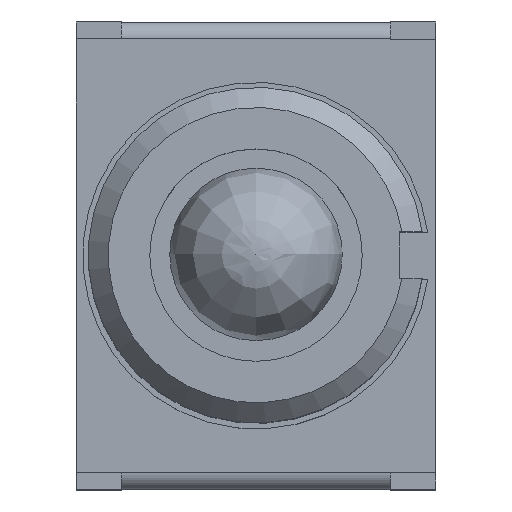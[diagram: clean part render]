
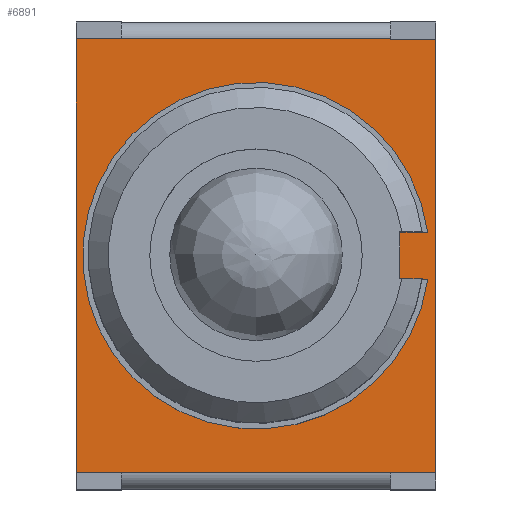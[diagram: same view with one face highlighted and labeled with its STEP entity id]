
A CAD part, top view. The second image highlights one B-rep face of the part: STEP entity #6891.
In plain terms, the highlighted planar face has unit normal (0, 0, 1).
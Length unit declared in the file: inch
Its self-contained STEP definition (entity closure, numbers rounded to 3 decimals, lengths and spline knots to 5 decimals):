
#112=FACE_BOUND('',#807,.T.);
#382=FACE_OUTER_BOUND('',#806,.T.);
#806=EDGE_LOOP('',(#5010,#5011,#5012,#5013,#5014,#5015,#5016,#5017,#5018,
#5019));
#807=EDGE_LOOP('',(#5020,#5021,#5022,#5023));
#1179=LINE('',#10192,#1898);
#1183=LINE('',#10199,#1902);
#1185=LINE('',#10202,#1904);
#1372=LINE('',#10704,#2091);
#1374=LINE('',#10709,#2093);
#1376=LINE('',#10712,#2095);
#1379=LINE('',#10719,#2098);
#1381=LINE('',#10724,#2100);
#1386=LINE('',#10734,#2105);
#1388=LINE('',#10737,#2107);
#1390=LINE('',#10743,#2109);
#1399=LINE('',#10762,#2118);
#1400=LINE('',#10765,#2119);
#1898=VECTOR('',#8033,0.3937);
#1902=VECTOR('',#8041,0.3937);
#1904=VECTOR('',#8045,0.3937);
#2091=VECTOR('',#8456,0.3937);
#2093=VECTOR('',#8460,0.3937);
#2095=VECTOR('',#8464,0.3937);
#2098=VECTOR('',#8471,0.3937);
#2100=VECTOR('',#8475,0.3937);
#2105=VECTOR('',#8482,0.3937);
#2107=VECTOR('',#8486,0.3937);
#2109=VECTOR('',#8492,0.3937);
#2118=VECTOR('',#8513,0.3937);
#2119=VECTOR('',#8518,0.3937);
#2604=CIRCLE('',#7242,0.24094);
#2874=VERTEX_POINT('',#10147);
#2875=VERTEX_POINT('',#10149);
#2885=VERTEX_POINT('',#10191);
#2886=VERTEX_POINT('',#10197);
#2926=VERTEX_POINT('',#10352);
#2929=VERTEX_POINT('',#10359);
#3041=VERTEX_POINT('',#10697);
#3044=VERTEX_POINT('',#10702);
#3046=VERTEX_POINT('',#10707);
#3048=VERTEX_POINT('',#10717);
#3050=VERTEX_POINT('',#10722);
#3051=VERTEX_POINT('',#10727);
#3054=VERTEX_POINT('',#10732);
#3056=VERTEX_POINT('',#10741);
#3502=EDGE_CURVE('',#2875,#2874,#2604,.T.);
#3522=EDGE_CURVE('',#2885,#2875,#1179,.T.);
#3526=EDGE_CURVE('',#2874,#2886,#1183,.T.);
#3528=EDGE_CURVE('',#2886,#2885,#1185,.T.);
#3756=EDGE_CURVE('',#3044,#3041,#1372,.T.);
#3758=EDGE_CURVE('',#2926,#3046,#1374,.T.);
#3760=EDGE_CURVE('',#3046,#3041,#1376,.T.);
#3764=EDGE_CURVE('',#3044,#3048,#1379,.T.);
#3766=EDGE_CURVE('',#2929,#3050,#1381,.T.);
#3771=EDGE_CURVE('',#3054,#3051,#1386,.T.);
#3773=EDGE_CURVE('',#3050,#3051,#1388,.T.);
#3776=EDGE_CURVE('',#3054,#3056,#1390,.T.);
#3786=EDGE_CURVE('',#3056,#2926,#1399,.T.);
#3788=EDGE_CURVE('',#2929,#3048,#1400,.T.);
#5010=ORIENTED_EDGE('',*,*,#3764,.T.);
#5011=ORIENTED_EDGE('',*,*,#3788,.F.);
#5012=ORIENTED_EDGE('',*,*,#3766,.T.);
#5013=ORIENTED_EDGE('',*,*,#3773,.T.);
#5014=ORIENTED_EDGE('',*,*,#3771,.F.);
#5015=ORIENTED_EDGE('',*,*,#3776,.T.);
#5016=ORIENTED_EDGE('',*,*,#3786,.T.);
#5017=ORIENTED_EDGE('',*,*,#3758,.T.);
#5018=ORIENTED_EDGE('',*,*,#3760,.T.);
#5019=ORIENTED_EDGE('',*,*,#3756,.F.);
#5020=ORIENTED_EDGE('',*,*,#3502,.T.);
#5021=ORIENTED_EDGE('',*,*,#3526,.T.);
#5022=ORIENTED_EDGE('',*,*,#3528,.T.);
#5023=ORIENTED_EDGE('',*,*,#3522,.T.);
#6630=PLANE('',#7393);
#6891=ADVANCED_FACE('',(#382,#112),#6630,.T.);
#7242=AXIS2_PLACEMENT_3D('',#10150,#7987,#7988);
#7393=AXIS2_PLACEMENT_3D('',#10764,#8516,#8517);
#7987=DIRECTION('center_axis',(0.,0.,
-1.));
#7988=DIRECTION('ref_axis',(-1.,0.,0.));
#8033=DIRECTION('',(1.,0.,0.));
#8041=DIRECTION('',(-1.,0.,0.));
#8045=DIRECTION('',(0.,-1.,0.));
#8456=DIRECTION('',(-1.,0.,0.));
#8460=DIRECTION('',(-1.,0.,0.));
#8464=DIRECTION('',(0.,-1.,0.));
#8471=DIRECTION('',(0.,-1.,0.));
#8475=DIRECTION('',(1.,0.,0.));
#8482=DIRECTION('',(1.,0.,0.));
#8486=DIRECTION('',(0.,1.,0.));
#8492=DIRECTION('',(0.,1.,0.));
#8513=DIRECTION('',(-1.,0.,0.));
#8516=DIRECTION('center_axis',(0.,0.,
1.));
#8517=DIRECTION('ref_axis',(1.,0.,0.));
#8518=DIRECTION('',(-1.,0.,0.));
#10147=CARTESIAN_POINT('',(0.23875,0.03248,0.41496));
#10149=CARTESIAN_POINT('',(0.23875,-0.03248,0.41496));
#10150=CARTESIAN_POINT('Origin',(0.,0.,
0.41496));
#10191=CARTESIAN_POINT('',(0.19989,-0.03248,0.41496));
#10192=CARTESIAN_POINT('',(0.09995,-0.03248,0.41496));
#10197=CARTESIAN_POINT('',(0.19989,0.03248,0.41496));
#10199=CARTESIAN_POINT('',(0.1155,0.03248,0.41496));
#10202=CARTESIAN_POINT('',(0.19989,0.16693,0.41496));
#10352=CARTESIAN_POINT('',(-0.18701,0.30138,0.41496));
#10359=CARTESIAN_POINT('',(0.18701,-0.30138,0.41496));
#10697=CARTESIAN_POINT('',(-0.25,-0.30098,0.41496));
#10702=CARTESIAN_POINT('',(-0.18701,-0.30098,0.41496));
#10704=CARTESIAN_POINT('',(-0.18701,-0.30098,0.41496));
#10707=CARTESIAN_POINT('',(-0.25,0.30138,0.41496));
#10709=CARTESIAN_POINT('',(-0.18701,0.30138,0.41496));
#10712=CARTESIAN_POINT('',(-0.25,-0.30098,0.41496));
#10717=CARTESIAN_POINT('',(-0.18701,-0.30138,0.41496));
#10719=CARTESIAN_POINT('',(-0.18701,-0.30138,0.41496));
#10722=CARTESIAN_POINT('',(0.25,-0.30138,0.41496));
#10724=CARTESIAN_POINT('',(0.18701,-0.30138,0.41496));
#10727=CARTESIAN_POINT('',(0.25,0.30098,0.41496));
#10732=CARTESIAN_POINT('',(0.18701,0.30098,0.41496));
#10734=CARTESIAN_POINT('',(0.18701,0.30098,0.41496));
#10737=CARTESIAN_POINT('',(0.25,0.30098,0.41496));
#10741=CARTESIAN_POINT('',(0.18701,0.30138,0.41496));
#10743=CARTESIAN_POINT('',(0.18701,-0.30138,0.41496));
#10762=CARTESIAN_POINT('',(0.,0.30138,0.41496));
#10764=CARTESIAN_POINT('Origin',(0.,0.30138,
0.41496));
#10765=CARTESIAN_POINT('',(0.,-0.30138,0.41496));
